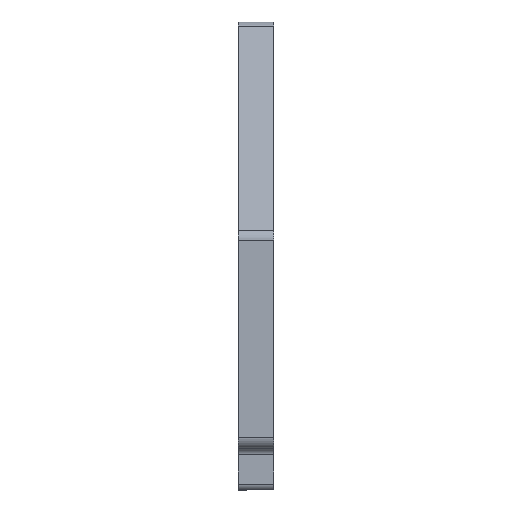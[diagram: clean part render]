
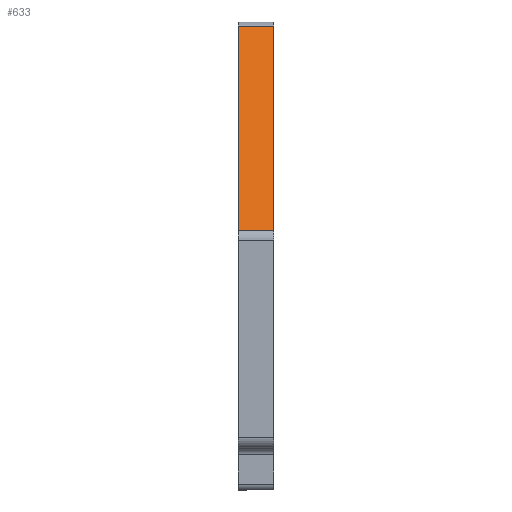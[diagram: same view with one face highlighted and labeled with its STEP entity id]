
A CAD part, front view. The second image highlights one B-rep face of the part: STEP entity #633.
In plain terms, the highlighted planar face has unit normal (0, -0.596, 0.803).
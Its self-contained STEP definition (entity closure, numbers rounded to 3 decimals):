
#606=AXIS2_PLACEMENT_3D('Plane Axis2P3D',#603,#604,#605) ;
#581=CARTESIAN_POINT('Vertex',(0.,0.404,22.1)) ;
#588=CARTESIAN_POINT('Vertex',(3.,0.404,22.1)) ;
#591=CARTESIAN_POINT('Line Origine',(1.5,0.404,22.1)) ;
#603=CARTESIAN_POINT('Axis2P3D Location',(3.,0.,21.8)) ;
#608=CARTESIAN_POINT('Line Origine',(0.,12.122,30.803)) ;
#612=CARTESIAN_POINT('Vertex',(0.,23.841,39.506)) ;
#615=CARTESIAN_POINT('Line Origine',(3.,12.122,30.803)) ;
#619=CARTESIAN_POINT('Vertex',(3.,23.841,39.506)) ;
#622=CARTESIAN_POINT('Line Origine',(1.5,23.841,39.506)) ;
#592=DIRECTION('Vector Direction',(-1.,0.,0.)) ;
#604=DIRECTION('Axis2P3D Direction',(0.,-0.596,0.803)) ;
#605=DIRECTION('Axis2P3D XDirection',(0.,0.803,0.596)) ;
#609=DIRECTION('Vector Direction',(0.,0.803,0.596)) ;
#616=DIRECTION('Vector Direction',(0.,0.803,0.596)) ;
#623=DIRECTION('Vector Direction',(-1.,0.,0.)) ;
#593=VECTOR('Line Direction',#592,1.) ;
#610=VECTOR('Line Direction',#609,1.) ;
#617=VECTOR('Line Direction',#616,1.) ;
#624=VECTOR('Line Direction',#623,1.) ;
#628=ORIENTED_EDGE('',*,*,#614,.F.) ;
#629=ORIENTED_EDGE('',*,*,#595,.F.) ;
#630=ORIENTED_EDGE('',*,*,#621,.T.) ;
#631=ORIENTED_EDGE('',*,*,#626,.T.) ;
#633=ADVANCED_FACE('PAP_PRV-PPV4',(#632),#607,.T.) ;
#595=EDGE_CURVE('',#589,#582,#594,.T.) ;
#614=EDGE_CURVE('',#582,#613,#611,.T.) ;
#621=EDGE_CURVE('',#589,#620,#618,.T.) ;
#626=EDGE_CURVE('',#620,#613,#625,.T.) ;
#627=EDGE_LOOP('',(#628,#629,#630,#631)) ;
#632=FACE_OUTER_BOUND('',#627,.T.) ;
#594=LINE('Line',#591,#593) ;
#611=LINE('Line',#608,#610) ;
#618=LINE('Line',#615,#617) ;
#625=LINE('Line',#622,#624) ;
#607=PLANE('',#606) ;
#582=VERTEX_POINT('',#581) ;
#589=VERTEX_POINT('',#588) ;
#613=VERTEX_POINT('',#612) ;
#620=VERTEX_POINT('',#619) ;
